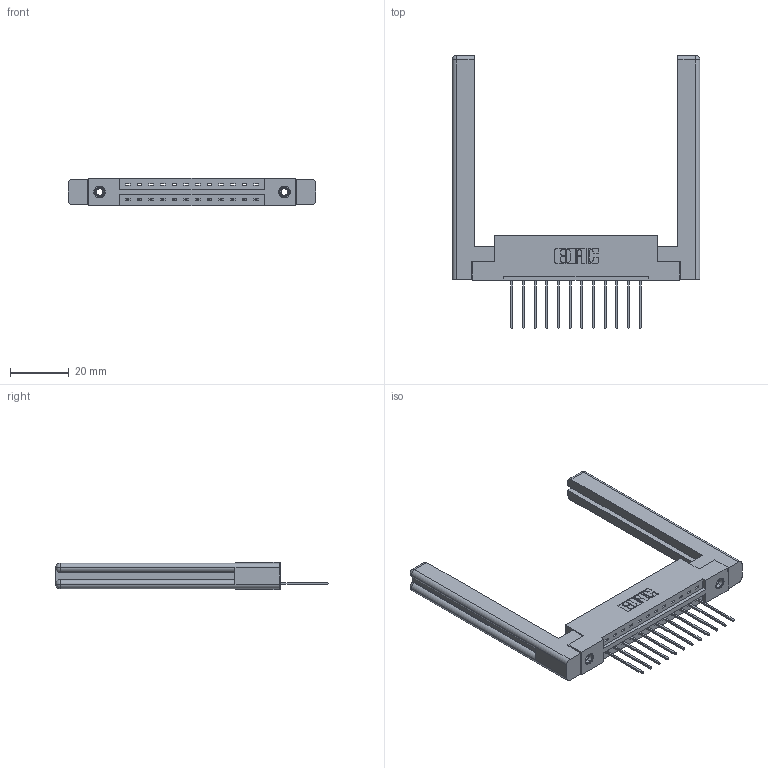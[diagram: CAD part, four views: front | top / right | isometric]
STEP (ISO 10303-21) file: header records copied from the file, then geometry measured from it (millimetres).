
FILE_DESCRIPTION (( 'STEP AP203' ), '1' );
FILE_NAME ('337-012-542-158.STEP', '2019-09-28T00:42:34', ( '' ), ( '' ), 'SwSTEP 2.0', 'SolidWorks 2016', '' );
FILE_SCHEMA (( 'CONFIG_CONTROL_DESIGN' ));
Length unit declared in the file: inch
Products named in the file (5): 337 Part_Flush Mounting Lugs - 0.156 Dia-TI; 345-250-001_345-250-001-102; 337-012-542-158; 345-292-001_345-293-142; 307-220-058
Assembly tree (17 placements, depth 2):
  337-012-542-158
    337 Part_Flush Mounting Lugs - 0.156 Dia-TI
    345-292-001_345-293-142  x12
    345-250-001_345-250-001-102  x2
    307-220-058  x2
Bounding box: 84.18 x 92.72 x 9.4 mm (x, y, z)
Volume: 15562.1 mm3; surface area: 13902.2 mm2
Topology: 17 solids, 17 shells, 1000 faces, 2921 edges, 1918 vertices
Faces by surface type: plane 706, cylinder 270, cone 12, torus 12
Entity records: 15452 total; most frequent: CARTESIAN_POINT 2689, ORIENTED_EDGE 2576, DIRECTION 2344, EDGE_CURVE 1288, LINE 1112, VECTOR 1112, VERTEX_POINT 850, AXIS2_PLACEMENT_3D 616
